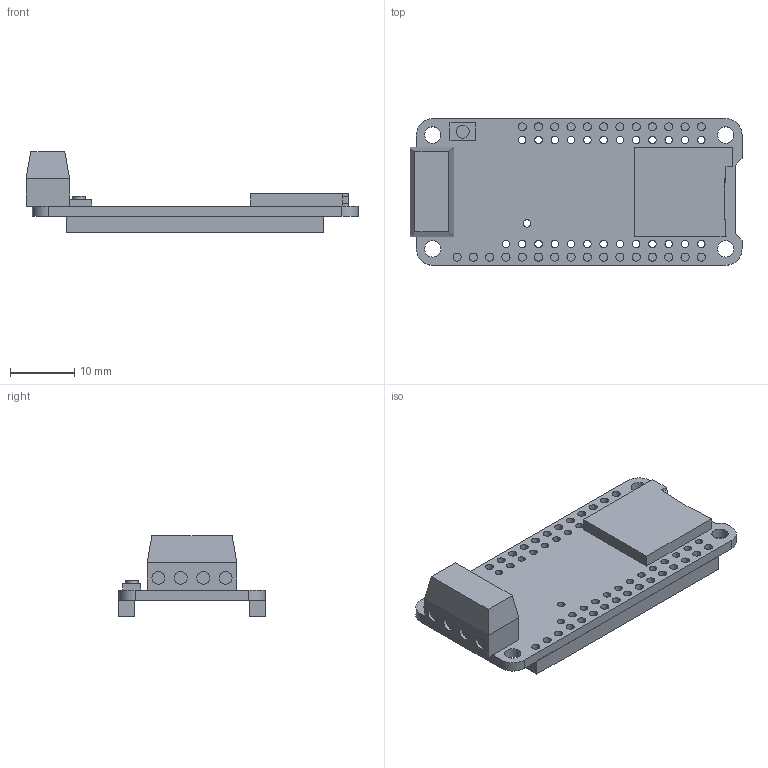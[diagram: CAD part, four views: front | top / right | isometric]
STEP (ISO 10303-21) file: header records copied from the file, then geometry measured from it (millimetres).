
FILE_DESCRIPTION(/* description */ (''),/* implementation_level */ '2;1');
FILE_NAME(/* name */ '3436 Adafruit Music Maker Amp Feather Wing.step',/* time_stamp */ '2018-07-07T16:02:15-04:00',/* author */ ('Adafruit'),/* organization */ (''),/* preprocessor_version */ 'ST-DEVELOPER v17',/* originating_system */ 'Autodesk Translation Framework v7.1.0.215',/* authorisation */ '');
FILE_SCHEMA (('AUTOMOTIVE_DESIGN { 1 0 10303 214 3 1 1 }'));
Length unit declared in the file: millimetre
Products named in the file (1): Adafruit Music Maker Amp Feather Wing
Bounding box: 51.8 x 22.86 x 12.6 mm (x, y, z)
Volume: 3052.3 mm3; surface area: 4942.9 mm2
Topology: 6 solids, 6 shells, 128 faces, 329 edges, 218 vertices
Faces by surface type: cylinder 71, plane 56, bspline 1
Full cylindrical faces by diameter (mm): 1.168 x26, 1.27 x28, 1.676 x4, 2 x5, 2.54 x4
Entity records: 4223 total; most frequent: DIRECTION 722, CARTESIAN_POINT 696, ORIENTED_EDGE 658, EDGE_CURVE 329, AXIS2_PLACEMENT_3D 270, EDGE_LOOP 257, VERTEX_POINT 218, LINE 182
